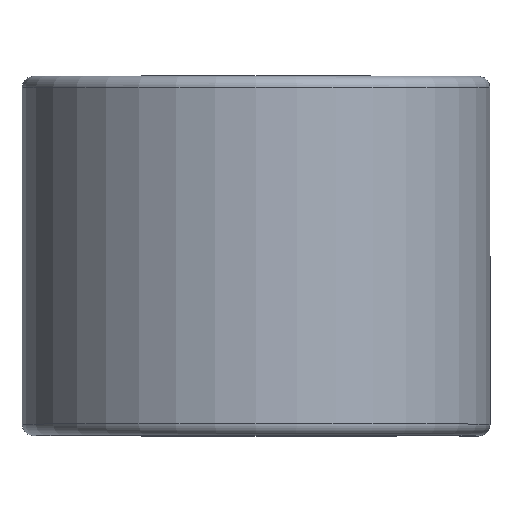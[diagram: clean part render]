
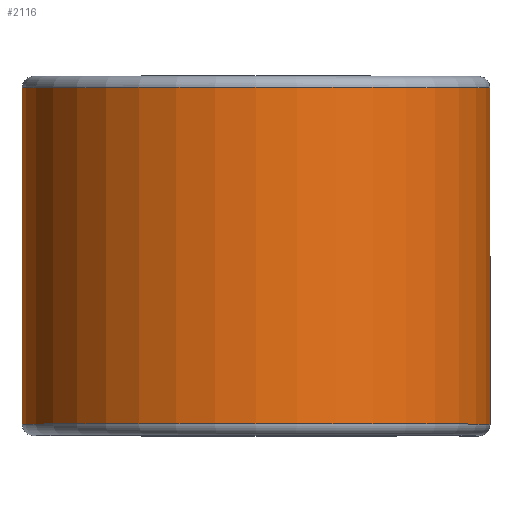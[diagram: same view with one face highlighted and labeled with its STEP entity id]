
A CAD part, top view. The second image highlights one B-rep face of the part: STEP entity #2116.
In plain terms, the highlighted cylindrical face has radius 15.507 mm (diameter 31.013 mm), a partial arc.
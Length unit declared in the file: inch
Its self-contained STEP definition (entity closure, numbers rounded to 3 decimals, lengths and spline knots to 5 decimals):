
#154 = EDGE_CURVE ( 'NONE', #2360, #1673, #1762, .T. ) ;
#237 = AXIS2_PLACEMENT_3D ( 'NONE', #880, #1053, #2147 ) ;
#282 = EDGE_CURVE ( 'NONE', #2423, #2360, #1280, .T. ) ;
#302 = EDGE_CURVE ( 'NONE', #2423, #1222, #1092, .T. ) ;
#312 = EDGE_CURVE ( 'NONE', #1222, #1673, #933, .T. ) ;
#503 = DIRECTION ( 'NONE',  ( 0., 1., 0. ) ) ;
#537 = ORIENTED_EDGE ( 'NONE', *, *, #282, .F. ) ;
#543 = CARTESIAN_POINT ( 'NONE',  ( 0., 0.43875, -0.6105 ) ) ;
#732 = DIRECTION ( 'NONE',  ( 0., 0., -1. ) ) ;
#842 = ORIENTED_EDGE ( 'NONE', *, *, #154, .F. ) ;
#880 = CARTESIAN_POINT ( 'NONE',  ( 0., 0.4375, 0. ) ) ;
#926 = CARTESIAN_POINT ( 'NONE',  ( 0., -0.43875, -0.6105 ) ) ;
#929 = CARTESIAN_POINT ( 'NONE',  ( 0.6105, 0.43875, 0. ) ) ;
#933 = CIRCLE ( 'NONE', #2018, 0.6105 ) ;
#1010 = CYLINDRICAL_SURFACE ( 'NONE', #237, 0.6105 ) ;
#1029 = VECTOR ( 'NONE', #503, 39.37008 ) ;
#1033 = CARTESIAN_POINT ( 'NONE',  ( 0., 0.43875, -0.6105 ) ) ;
#1053 = DIRECTION ( 'NONE',  ( 0., -1., 0. ) ) ;
#1092 = LINE ( 'NONE', #929, #1029 ) ;
#1094 = CARTESIAN_POINT ( 'NONE',  ( 0., 0.43875, 0. ) ) ;
#1131 = FACE_OUTER_BOUND ( 'NONE', #1454, .T. ) ;
#1222 = VERTEX_POINT ( 'NONE', #2118 ) ;
#1280 = CIRCLE ( 'NONE', #2224, 0.6105 ) ;
#1454 = EDGE_LOOP ( 'NONE', ( #2288, #1672, #842, #537 ) ) ;
#1672 = ORIENTED_EDGE ( 'NONE', *, *, #312, .T. ) ;
#1673 = VERTEX_POINT ( 'NONE', #543 ) ;
#1762 = LINE ( 'NONE', #1033, #1862 ) ;
#1860 = DIRECTION ( 'NONE',  ( 0., -1., 0. ) ) ;
#1862 = VECTOR ( 'NONE', #2234, 39.37008 ) ;
#2018 = AXIS2_PLACEMENT_3D ( 'NONE', #1094, #2239, #2273 ) ;
#2029 = CARTESIAN_POINT ( 'NONE',  ( 0., -0.43875, 0. ) ) ;
#2116 = ADVANCED_FACE ( 'NONE', ( #1131 ), #1010, .T. ) ;
#2118 = CARTESIAN_POINT ( 'NONE',  ( 0.6105, 0.43875, 0. ) ) ;
#2147 = DIRECTION ( 'NONE',  ( 0., 0., -1. ) ) ;
#2196 = CARTESIAN_POINT ( 'NONE',  ( 0.6105, -0.43875, 0. ) ) ;
#2224 = AXIS2_PLACEMENT_3D ( 'NONE', #2029, #1860, #732 ) ;
#2234 = DIRECTION ( 'NONE',  ( 0., 1., 0. ) ) ;
#2239 = DIRECTION ( 'NONE',  ( 0., -1., 0. ) ) ;
#2273 = DIRECTION ( 'NONE',  ( 0., 0., -1. ) ) ;
#2288 = ORIENTED_EDGE ( 'NONE', *, *, #302, .T. ) ;
#2360 = VERTEX_POINT ( 'NONE', #926 ) ;
#2423 = VERTEX_POINT ( 'NONE', #2196 ) ;
